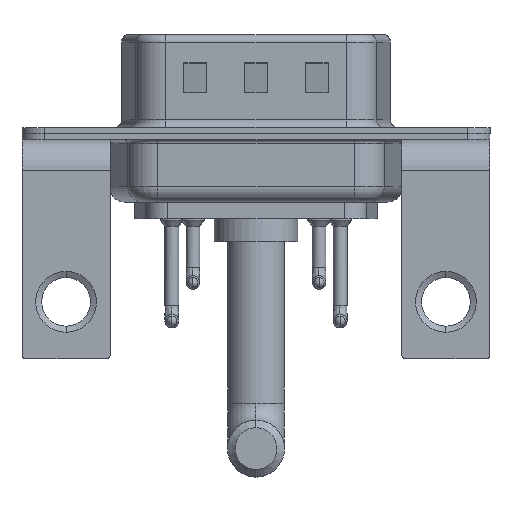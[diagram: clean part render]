
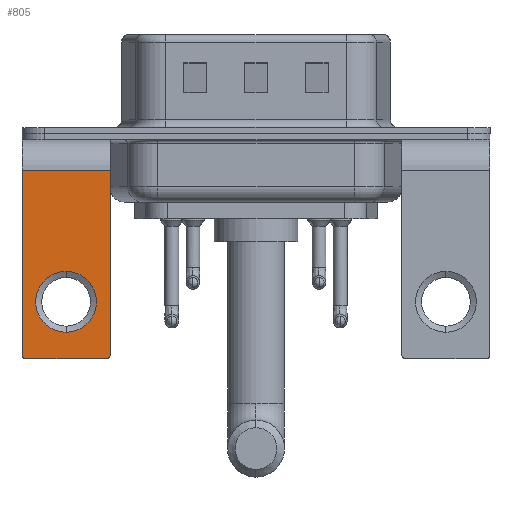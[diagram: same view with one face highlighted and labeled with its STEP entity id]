
A CAD part, front view. The second image highlights one B-rep face of the part: STEP entity #805.
In plain terms, the highlighted planar face has unit normal (0, -1, 0).
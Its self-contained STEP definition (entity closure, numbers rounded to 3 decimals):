
#805 = ADVANCED_FACE ( 'NONE', ( #8592, #2955 ), #15286, .F. ) ;
#963 = EDGE_LOOP ( 'NONE', ( #15994, #8184, #19780, #13030, #3348, #8736 ) ) ;
#1501 = EDGE_CURVE ( 'NONE', #14101, #19479, #6666, .T. ) ;
#1905 = LINE ( 'NONE', #4778, #13177 ) ;
#1909 = CARTESIAN_POINT ( 'NONE',  ( 2.9, -6.25, -2.4 ) ) ;
#1928 = DIRECTION ( 'NONE',  ( 0., -1., 0. ) ) ;
#1976 = LINE ( 'NONE', #14013, #9422 ) ;
#2019 = EDGE_CURVE ( 'NONE', #4007, #6714, #13691, .T. ) ;
#2172 = ORIENTED_EDGE ( 'NONE', *, *, #7496, .T. ) ;
#2324 = CIRCLE ( 'NONE', #13503, 0.25 ) ;
#2955 = FACE_OUTER_BOUND ( 'NONE', #963, .T. ) ;
#3140 = DIRECTION ( 'NONE',  ( 0., 0., -1. ) ) ;
#3348 = ORIENTED_EDGE ( 'NONE', *, *, #2019, .F. ) ;
#4007 = VERTEX_POINT ( 'NONE', #1909 ) ;
#4329 = AXIS2_PLACEMENT_3D ( 'NONE', #8377, #17631, #17931 ) ;
#4427 = DIRECTION ( 'NONE',  ( 0., 0., -1. ) ) ;
#4692 = DIRECTION ( 'NONE',  ( 0., 1., 0. ) ) ;
#4778 = CARTESIAN_POINT ( 'NONE',  ( 2.9, -6.25, -14.8 ) ) ;
#5743 = CARTESIAN_POINT ( 'NONE',  ( -2.9, -6.25, -2.4 ) ) ;
#5851 = CARTESIAN_POINT ( 'NONE',  ( 2.9, -6.25, -2.4 ) ) ;
#6287 = CARTESIAN_POINT ( 'NONE',  ( 2.9, -6.25, -14.55 ) ) ;
#6548 = VECTOR ( 'NONE', #3140, 1000. ) ;
#6590 = DIRECTION ( 'NONE',  ( -1., 0., 0. ) ) ;
#6666 = CIRCLE ( 'NONE', #9290, 2. ) ;
#6714 = VERTEX_POINT ( 'NONE', #6287 ) ;
#6918 = DIRECTION ( 'NONE',  ( 0., 1., 0. ) ) ;
#7496 = EDGE_CURVE ( 'NONE', #19479, #14101, #18361, .T. ) ;
#8184 = ORIENTED_EDGE ( 'NONE', *, *, #15880, .T. ) ;
#8377 = CARTESIAN_POINT ( 'NONE',  ( 2.65, -6.25, -14.55 ) ) ;
#8592 = FACE_BOUND ( 'NONE', #14720, .T. ) ;
#8736 = ORIENTED_EDGE ( 'NONE', *, *, #19598, .T. ) ;
#8851 = CARTESIAN_POINT ( 'NONE',  ( 0., -6.25, -9.07 ) ) ;
#9087 = CARTESIAN_POINT ( 'NONE',  ( 2.65, -6.25, -14.8 ) ) ;
#9290 = AXIS2_PLACEMENT_3D ( 'NONE', #14757, #6918, #13197 ) ;
#9310 = DIRECTION ( 'NONE',  ( 0., 0., 1. ) ) ;
#9422 = VECTOR ( 'NONE', #6590, 1000. ) ;
#10243 = AXIS2_PLACEMENT_3D ( 'NONE', #15390, #4692, #9310 ) ;
#10351 = DIRECTION ( 'NONE',  ( 0., 1., 0. ) ) ;
#10807 = CARTESIAN_POINT ( 'NONE',  ( 0., -6.25, -11.07 ) ) ;
#11045 = DIRECTION ( 'NONE',  ( -1., 0., 0. ) ) ;
#11374 = CARTESIAN_POINT ( 'NONE',  ( -2.65, -6.25, -14.55 ) ) ;
#12926 = VECTOR ( 'NONE', #4427, 1000. ) ;
#13030 = ORIENTED_EDGE ( 'NONE', *, *, #17255, .T. ) ;
#13177 = VECTOR ( 'NONE', #11045, 1000. ) ;
#13197 = DIRECTION ( 'NONE',  ( 0., 0., 1. ) ) ;
#13415 = CARTESIAN_POINT ( 'NONE',  ( -2.65, -6.25, -14.8 ) ) ;
#13503 = AXIS2_PLACEMENT_3D ( 'NONE', #11374, #1928, #17444 ) ;
#13691 = LINE ( 'NONE', #5851, #12926 ) ;
#13770 = AXIS2_PLACEMENT_3D ( 'NONE', #10807, #10351, #16624 ) ;
#14013 = CARTESIAN_POINT ( 'NONE',  ( 2.9, -6.25, -2.4 ) ) ;
#14039 = LINE ( 'NONE', #14351, #6548 ) ;
#14101 = VERTEX_POINT ( 'NONE', #19702 ) ;
#14351 = CARTESIAN_POINT ( 'NONE',  ( -2.9, -6.25, -2.4 ) ) ;
#14624 = ORIENTED_EDGE ( 'NONE', *, *, #1501, .T. ) ;
#14720 = EDGE_LOOP ( 'NONE', ( #14624, #2172 ) ) ;
#14750 = VERTEX_POINT ( 'NONE', #9087 ) ;
#14757 = CARTESIAN_POINT ( 'NONE',  ( 0., -6.25, -11.07 ) ) ;
#14833 = EDGE_CURVE ( 'NONE', #19109, #18143, #14039, .T. ) ;
#15286 = PLANE ( 'NONE',  #10243 ) ;
#15390 = CARTESIAN_POINT ( 'NONE',  ( 2.9, -6.25, -2.4 ) ) ;
#15880 = EDGE_CURVE ( 'NONE', #18143, #17252, #2324, .T. ) ;
#15994 = ORIENTED_EDGE ( 'NONE', *, *, #14833, .T. ) ;
#16624 = DIRECTION ( 'NONE',  ( 0., 0., 1. ) ) ;
#17252 = VERTEX_POINT ( 'NONE', #13415 ) ;
#17255 = EDGE_CURVE ( 'NONE', #14750, #6714, #17474, .T. ) ;
#17444 = DIRECTION ( 'NONE',  ( 0., 0., 1. ) ) ;
#17474 = CIRCLE ( 'NONE', #4329, 0.25 ) ;
#17631 = DIRECTION ( 'NONE',  ( 0., -1., 0. ) ) ;
#17931 = DIRECTION ( 'NONE',  ( 0., 0., 1. ) ) ;
#18143 = VERTEX_POINT ( 'NONE', #18663 ) ;
#18305 = EDGE_CURVE ( 'NONE', #14750, #17252, #1905, .T. ) ;
#18361 = CIRCLE ( 'NONE', #13770, 2. ) ;
#18663 = CARTESIAN_POINT ( 'NONE',  ( -2.9, -6.25, -14.55 ) ) ;
#19109 = VERTEX_POINT ( 'NONE', #5743 ) ;
#19479 = VERTEX_POINT ( 'NONE', #8851 ) ;
#19598 = EDGE_CURVE ( 'NONE', #4007, #19109, #1976, .T. ) ;
#19702 = CARTESIAN_POINT ( 'NONE',  ( 0., -6.25, -13.07 ) ) ;
#19780 = ORIENTED_EDGE ( 'NONE', *, *, #18305, .F. ) ;
